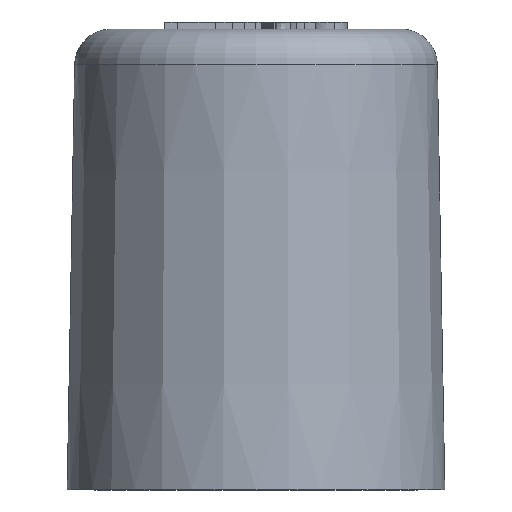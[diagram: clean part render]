
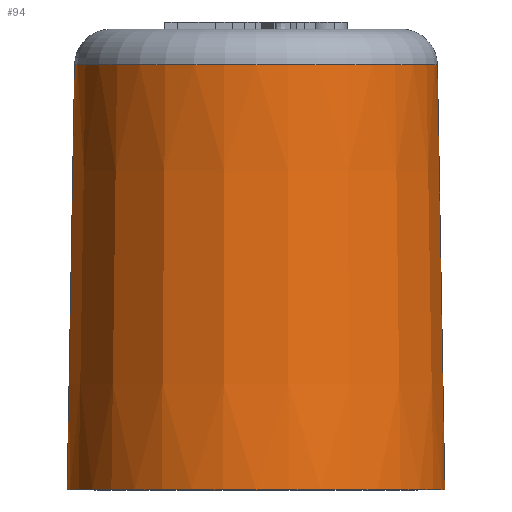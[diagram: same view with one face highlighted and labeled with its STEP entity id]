
A CAD part, front view. The second image highlights one B-rep face of the part: STEP entity #94.
In plain terms, the highlighted conical face has half-angle 1 degrees and reference radius 13.112 mm.
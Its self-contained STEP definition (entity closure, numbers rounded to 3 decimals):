
#94 = ADVANCED_FACE( '', ( #191, #192 ), #193, .T. );
#191 = FACE_BOUND( '', #340, .T. );
#192 = FACE_OUTER_BOUND( '', #341, .T. );
#193 = CONICAL_SURFACE( '', #342, 13.112, 0.017 );
#340 = EDGE_LOOP( '', ( #643 ) );
#341 = EDGE_LOOP( '', ( #644 ) );
#342 = AXIS2_PLACEMENT_3D( '', #645, #646, #647 );
#643 = ORIENTED_EDGE( '', *, *, #1070, .F. );
#644 = ORIENTED_EDGE( '', *, *, #1032, .T. );
#645 = CARTESIAN_POINT( '', ( 0., 0., 0. ) );
#646 = DIRECTION( '', ( 0., 0., -1. ) );
#647 = DIRECTION( '', ( -1., 0., 0. ) );
#1032 = EDGE_CURVE( '', #1234, #1234, #1235, .T. );
#1070 = EDGE_CURVE( '', #1295, #1295, #1296, .T. );
#1234 = VERTEX_POINT( '', #1598 );
#1235 = CIRCLE( '', #1599, 13.112 );
#1295 = VERTEX_POINT( '', #1736 );
#1296 = CIRCLE( '', #1737, 12.596 );
#1598 = CARTESIAN_POINT( '', ( 13.112, 0., 0. ) );
#1599 = AXIS2_PLACEMENT_3D( '', #1945, #1946, #1947 );
#1736 = CARTESIAN_POINT( '', ( 12.596, 0., 29.544 ) );
#1737 = AXIS2_PLACEMENT_3D( '', #1974, #1975, #1976 );
#1945 = CARTESIAN_POINT( '', ( 0., 0., 0. ) );
#1946 = DIRECTION( '', ( 0., 0., 1. ) );
#1947 = DIRECTION( '', ( 1., 0., 0. ) );
#1974 = CARTESIAN_POINT( '', ( 0., 0., 29.544 ) );
#1975 = DIRECTION( '', ( 0., 0., 1. ) );
#1976 = DIRECTION( '', ( 1., 0., 0. ) );
